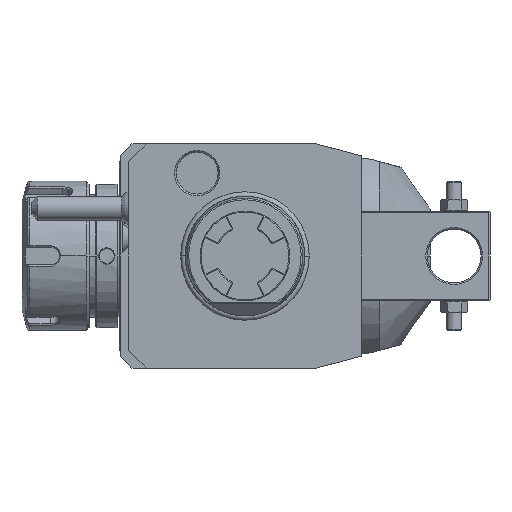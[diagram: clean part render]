
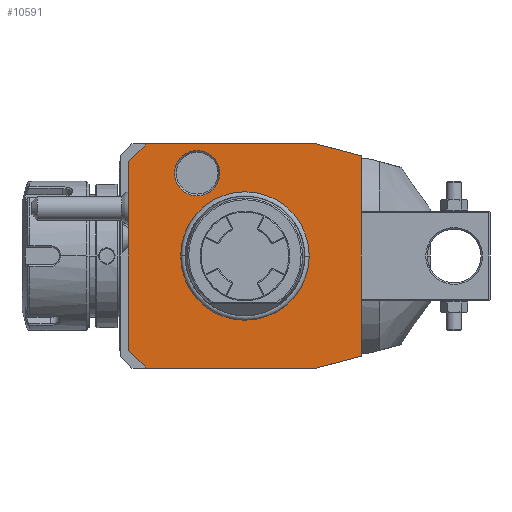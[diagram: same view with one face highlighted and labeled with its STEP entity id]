
A CAD part, front view. The second image highlights one B-rep face of the part: STEP entity #10591.
In plain terms, the highlighted planar face has unit normal (0, -1, 0).
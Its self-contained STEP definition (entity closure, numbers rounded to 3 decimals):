
#1=DIRECTION('',(-0.966,0.,0.259));
#2=VECTOR('',#1,15.529);
#3=CARTESIAN_POINT('',(39.,0.,33.481));
#4=LINE('',#3,#2);
#5=DIRECTION('',(0.,0.,1.));
#6=VECTOR('',#5,66.962);
#7=CARTESIAN_POINT('',(39.,0.,-33.481));
#8=LINE('',#7,#6);
#9=DIRECTION('',(0.966,0.,0.259));
#10=VECTOR('',#9,15.529);
#11=CARTESIAN_POINT('',(24.,0.,-37.5));
#12=LINE('',#11,#10);
#13=DIRECTION('',(1.,0.,0.));
#14=VECTOR('',#13,57.);
#15=CARTESIAN_POINT('',(-33.,0.,-37.5));
#16=LINE('',#15,#14);
#17=DIRECTION('',(0.707,0.,-0.707));
#18=VECTOR('',#17,8.485);
#19=CARTESIAN_POINT('',(-39.,0.,-31.5));
#20=LINE('',#19,#18);
#21=DIRECTION('',(0.,0.,-1.));
#22=VECTOR('',#21,63.);
#23=CARTESIAN_POINT('',(-39.,0.,31.5));
#24=LINE('',#23,#22);
#25=DIRECTION('',(-0.707,0.,-0.707));
#26=VECTOR('',#25,8.485);
#27=CARTESIAN_POINT('',(-33.,0.,37.5));
#28=LINE('',#27,#26);
#29=DIRECTION('',(-1.,0.,0.));
#30=VECTOR('',#29,57.);
#31=CARTESIAN_POINT('',(24.,0.,37.5));
#32=LINE('',#31,#30);
#33=CARTESIAN_POINT('',(-16.,0.,27.713));
#34=DIRECTION('',(0.,1.,0.));
#35=DIRECTION('',(1.,0.,0.));
#36=AXIS2_PLACEMENT_3D('',#33,#34,#35);
#38=CARTESIAN_POINT('',(-16.,0.,27.713));
#39=DIRECTION('',(0.,1.,0.));
#40=DIRECTION('',(-1.,0.,0.));
#41=AXIS2_PLACEMENT_3D('',#38,#39,#40);
#7506=CARTESIAN_POINT('',(0.,0.,0.));
#7507=DIRECTION('',(0.,1.,0.));
#7508=DIRECTION('',(-1.,0.,0.));
#7509=AXIS2_PLACEMENT_3D('',#7506,#7507,#7508);
#7511=CARTESIAN_POINT('',(0.,0.,0.));
#7512=DIRECTION('',(0.,1.,0.));
#7513=DIRECTION('',(1.,0.,0.));
#7514=AXIS2_PLACEMENT_3D('',#7511,#7512,#7513);
#9525=CARTESIAN_POINT('',(-8.423,0.,27.713));
#9526=CARTESIAN_POINT('',(-23.577,0.,27.713));
#9527=VERTEX_POINT('',#9525);
#9528=VERTEX_POINT('',#9526);
#10376=CARTESIAN_POINT('',(39.,0.,33.481));
#10377=CARTESIAN_POINT('',(24.,0.,37.5));
#10378=VERTEX_POINT('',#10376);
#10379=VERTEX_POINT('',#10377);
#10380=CARTESIAN_POINT('',(-33.,0.,37.5));
#10381=VERTEX_POINT('',#10380);
#10382=CARTESIAN_POINT('',(-39.,0.,31.5));
#10383=VERTEX_POINT('',#10382);
#10384=CARTESIAN_POINT('',(-39.,0.,-31.5));
#10385=VERTEX_POINT('',#10384);
#10386=CARTESIAN_POINT('',(-33.,0.,-37.5));
#10387=VERTEX_POINT('',#10386);
#10388=CARTESIAN_POINT('',(24.,0.,-37.5));
#10389=VERTEX_POINT('',#10388);
#10390=CARTESIAN_POINT('',(39.,0.,-33.481));
#10391=VERTEX_POINT('',#10390);
#10460=CARTESIAN_POINT('',(-21.137,0.,0.));
#10461=CARTESIAN_POINT('',(21.137,0.,0.));
#10462=VERTEX_POINT('',#10460);
#10463=VERTEX_POINT('',#10461);
#10556=CARTESIAN_POINT('',(0.,0.,0.));
#10557=DIRECTION('',(0.,-1.,0.));
#10558=DIRECTION('',(-1.,0.,0.));
#10559=AXIS2_PLACEMENT_3D('',#10556,#10557,#10558);
#10560=PLANE('',#10559);
#10562=ORIENTED_EDGE('',*,*,#10561,.F.);
#10564=ORIENTED_EDGE('',*,*,#10563,.F.);
#10566=ORIENTED_EDGE('',*,*,#10565,.F.);
#10568=ORIENTED_EDGE('',*,*,#10567,.F.);
#10570=ORIENTED_EDGE('',*,*,#10569,.F.);
#10572=ORIENTED_EDGE('',*,*,#10571,.F.);
#10574=ORIENTED_EDGE('',*,*,#10573,.F.);
#10576=ORIENTED_EDGE('',*,*,#10575,.F.);
#10577=EDGE_LOOP('',(#10562,#10564,#10566,#10568,#10570,#10572,#10574,#10576));
#10578=FACE_OUTER_BOUND('',#10577,.F.);
#10580=ORIENTED_EDGE('',*,*,#10579,.F.);
#10582=ORIENTED_EDGE('',*,*,#10581,.F.);
#10583=EDGE_LOOP('',(#10580,#10582));
#10584=FACE_BOUND('',#10583,.F.);
#10586=ORIENTED_EDGE('',*,*,#10585,.F.);
#10588=ORIENTED_EDGE('',*,*,#10587,.F.);
#10589=EDGE_LOOP('',(#10586,#10588));
#10590=FACE_BOUND('',#10589,.F.);
#37=CIRCLE('',#36,7.577);
#42=CIRCLE('',#41,7.577);
#7510=CIRCLE('',#7509,21.137);
#7515=CIRCLE('',#7514,21.137);
#10561=EDGE_CURVE('',#10378,#10379,#4,.T.);
#10563=EDGE_CURVE('',#10391,#10378,#8,.T.);
#10565=EDGE_CURVE('',#10389,#10391,#12,.T.);
#10567=EDGE_CURVE('',#10387,#10389,#16,.T.);
#10569=EDGE_CURVE('',#10385,#10387,#20,.T.);
#10571=EDGE_CURVE('',#10383,#10385,#24,.T.);
#10573=EDGE_CURVE('',#10381,#10383,#28,.T.);
#10575=EDGE_CURVE('',#10379,#10381,#32,.T.);
#10579=EDGE_CURVE('',#10462,#10463,#7510,.T.);
#10581=EDGE_CURVE('',#10463,#10462,#7515,.T.);
#10585=EDGE_CURVE('',#9527,#9528,#37,.T.);
#10587=EDGE_CURVE('',#9528,#9527,#42,.T.);
#10591=ADVANCED_FACE('',(#10578,#10584,#10590),#10560,.T.);
